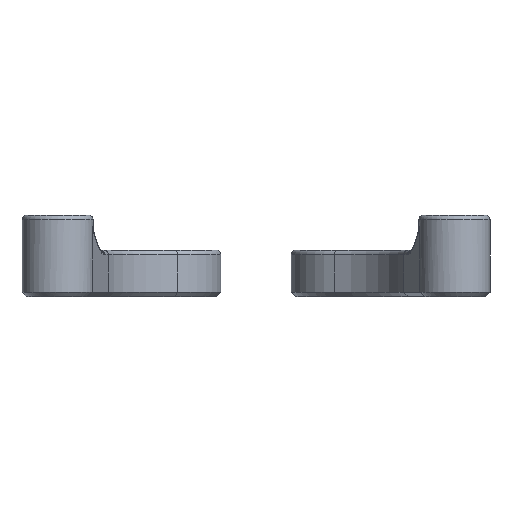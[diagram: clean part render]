
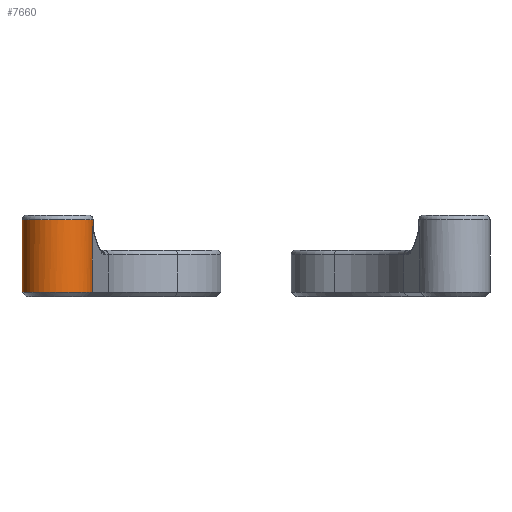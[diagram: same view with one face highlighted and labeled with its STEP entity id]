
A CAD part, front view. The second image highlights one B-rep face of the part: STEP entity #7660.
In plain terms, the highlighted cylindrical face has radius 3.05 mm (diameter 6.1 mm), a full revolution.
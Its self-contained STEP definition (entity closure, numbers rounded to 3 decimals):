
#45=CYLINDRICAL_SURFACE('',#8086,3.05);
#154=CIRCLE('',#8074,3.05);
#155=CIRCLE('',#8075,3.05);
#161=CIRCLE('',#8087,3.05);
#162=CIRCLE('',#8088,3.05);
#702=FACE_OUTER_BOUND('',#1169,.T.);
#1169=EDGE_LOOP('',(#5898,#5899,#5900,#5901,#5902,#5903,#5904,#5905));
#1778=LINE('',#11677,#2444);
#1781=LINE('',#11693,#2447);
#1782=LINE('',#11695,#2448);
#2444=VECTOR('',#8969,10.);
#2447=VECTOR('',#8976,3.05);
#2448=VECTOR('',#8977,10.);
#3438=VERTEX_POINT('',#11635);
#3442=VERTEX_POINT('',#11647);
#3443=VERTEX_POINT('',#11649);
#3451=VERTEX_POINT('',#11676);
#3454=VERTEX_POINT('',#11691);
#3455=VERTEX_POINT('',#11694);
#4321=EDGE_CURVE('',#3438,#3442,#154,.T.);
#4322=EDGE_CURVE('',#3442,#3443,#155,.T.);
#4336=EDGE_CURVE('',#3443,#3451,#1778,.T.);
#4340=EDGE_CURVE('',#3454,#3454,#161,.T.);
#4341=EDGE_CURVE('',#3454,#3442,#1781,.T.);
#4342=EDGE_CURVE('',#3438,#3455,#1782,.T.);
#4343=EDGE_CURVE('',#3451,#3455,#162,.T.);
#5898=ORIENTED_EDGE('',*,*,#4340,.F.);
#5899=ORIENTED_EDGE('',*,*,#4341,.T.);
#5900=ORIENTED_EDGE('',*,*,#4321,.F.);
#5901=ORIENTED_EDGE('',*,*,#4342,.T.);
#5902=ORIENTED_EDGE('',*,*,#4343,.F.);
#5903=ORIENTED_EDGE('',*,*,#4336,.F.);
#5904=ORIENTED_EDGE('',*,*,#4322,.F.);
#5905=ORIENTED_EDGE('',*,*,#4341,.F.);
#7660=ADVANCED_FACE('',(#702),#45,.T.);
#8074=AXIS2_PLACEMENT_3D('',#11648,#8937,#8938);
#8075=AXIS2_PLACEMENT_3D('',#11650,#8939,#8940);
#8086=AXIS2_PLACEMENT_3D('',#11690,#8972,#8973);
#8087=AXIS2_PLACEMENT_3D('',#11692,#8974,#8975);
#8088=AXIS2_PLACEMENT_3D('',#11696,#8978,#8979);
#8937=DIRECTION('center_axis',(0.,0.,-1.));
#8938=DIRECTION('ref_axis',(-1.,0.,0.));
#8939=DIRECTION('center_axis',(0.,0.,-1.));
#8940=DIRECTION('ref_axis',(-1.,0.,0.));
#8969=DIRECTION('',(0.,0.,1.));
#8972=DIRECTION('center_axis',(0.,0.,1.));
#8973=DIRECTION('ref_axis',(1.,0.,0.));
#8974=DIRECTION('center_axis',(0.,0.,1.));
#8975=DIRECTION('ref_axis',(1.,0.,0.));
#8976=DIRECTION('',(0.,0.,-1.));
#8977=DIRECTION('',(0.,0.,1.));
#8978=DIRECTION('center_axis',(0.,0.,-1.));
#8979=DIRECTION('ref_axis',(0.254,0.967,0.));
#11635=CARTESIAN_POINT('',(67.551,-6.04,0.4));
#11647=CARTESIAN_POINT('',(61.552,-5.264,0.4));
#11648=CARTESIAN_POINT('Origin',(64.602,-5.264,0.4));
#11649=CARTESIAN_POINT('',(61.652,-4.489,0.4));
#11650=CARTESIAN_POINT('Origin',(64.602,-5.264,0.4));
#11676=CARTESIAN_POINT('',(61.652,-4.489,6.));
#11677=CARTESIAN_POINT('',(61.652,-4.489,0.));
#11690=CARTESIAN_POINT('Origin',(64.602,-5.264,0.));
#11691=CARTESIAN_POINT('',(61.552,-5.264,6.6));
#11692=CARTESIAN_POINT('Origin',(64.602,-5.264,6.6));
#11693=CARTESIAN_POINT('',(61.552,-5.264,0.));
#11694=CARTESIAN_POINT('',(67.551,-6.04,6.));
#11695=CARTESIAN_POINT('',(67.551,-6.04,0.));
#11696=CARTESIAN_POINT('Origin',(64.602,-5.264,6.));
